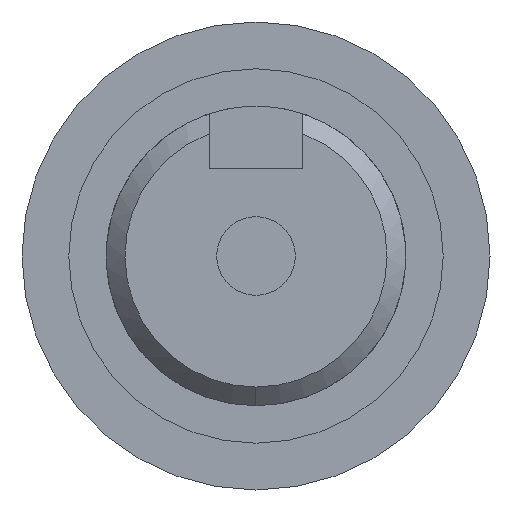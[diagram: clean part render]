
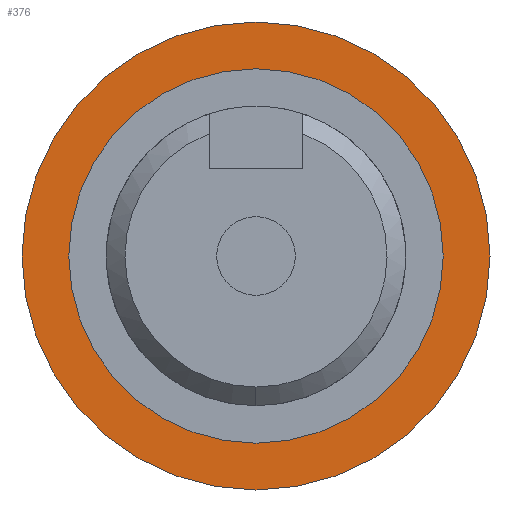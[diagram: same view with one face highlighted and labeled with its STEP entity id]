
A CAD part, left-side view. The second image highlights one B-rep face of the part: STEP entity #376.
In plain terms, the highlighted planar face has unit normal (-1, 0, 0).
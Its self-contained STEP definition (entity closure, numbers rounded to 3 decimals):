
#31 = EDGE_LOOP ( 'NONE', ( #243, #628 ) ) ;
#48 = EDGE_CURVE ( 'NONE', #324, #77, #913, .T. ) ;
#52 = DIRECTION ( 'NONE',  ( 0., 0., 1. ) ) ;
#54 = EDGE_CURVE ( 'NONE', #77, #324, #432, .T. ) ;
#73 = CIRCLE ( 'NONE', #437, 10. ) ;
#77 = VERTEX_POINT ( 'NONE', #572 ) ;
#99 = DIRECTION ( 'NONE',  ( 0., 0., 1. ) ) ;
#104 = FACE_OUTER_BOUND ( 'NONE', #31, .T. ) ;
#161 = DIRECTION ( 'NONE',  ( -1., 0., 0. ) ) ;
#174 = CARTESIAN_POINT ( 'NONE',  ( -360., 10., 0. ) ) ;
#183 = DIRECTION ( 'NONE',  ( -1., 0., 0. ) ) ;
#243 = ORIENTED_EDGE ( 'NONE', *, *, #54, .T. ) ;
#245 = DIRECTION ( 'NONE',  ( 0., 0., 1. ) ) ;
#250 = DIRECTION ( 'NONE',  ( 0., 0., 1. ) ) ;
#263 = CARTESIAN_POINT ( 'NONE',  ( -360., 0., -12.5 ) ) ;
#268 = VERTEX_POINT ( 'NONE', #384 ) ;
#314 = ORIENTED_EDGE ( 'NONE', *, *, #496, .F. ) ;
#318 = CARTESIAN_POINT ( 'NONE',  ( -360., 0., 10. ) ) ;
#324 = VERTEX_POINT ( 'NONE', #263 ) ;
#332 = VERTEX_POINT ( 'NONE', #318 ) ;
#348 = DIRECTION ( 'NONE',  ( -1., 0., 0. ) ) ;
#353 = AXIS2_PLACEMENT_3D ( 'NONE', #411, #348, #99 ) ;
#376 = ADVANCED_FACE ( 'NONE', ( #104, #798 ), #477, .T. ) ;
#384 = CARTESIAN_POINT ( 'NONE',  ( -360., 0., -10. ) ) ;
#411 = CARTESIAN_POINT ( 'NONE',  ( -360., 0., 0. ) ) ;
#412 = EDGE_CURVE ( 'NONE', #332, #268, #783, .T. ) ;
#430 = EDGE_LOOP ( 'NONE', ( #610, #314 ) ) ;
#432 = CIRCLE ( 'NONE', #353, 12.5 ) ;
#434 = DIRECTION ( 'NONE',  ( -1., 0., 0. ) ) ;
#437 = AXIS2_PLACEMENT_3D ( 'NONE', #986, #183, #828 ) ;
#477 = PLANE ( 'NONE',  #751 ) ;
#496 = EDGE_CURVE ( 'NONE', #268, #332, #73, .T. ) ;
#559 = DIRECTION ( 'NONE',  ( -1., 0., 0. ) ) ;
#572 = CARTESIAN_POINT ( 'NONE',  ( -360., 0., 12.5 ) ) ;
#610 = ORIENTED_EDGE ( 'NONE', *, *, #412, .F. ) ;
#628 = ORIENTED_EDGE ( 'NONE', *, *, #48, .T. ) ;
#735 = CARTESIAN_POINT ( 'NONE',  ( -360., 0., 0. ) ) ;
#748 = AXIS2_PLACEMENT_3D ( 'NONE', #735, #559, #250 ) ;
#751 = AXIS2_PLACEMENT_3D ( 'NONE', #174, #161, #245 ) ;
#783 = CIRCLE ( 'NONE', #915, 10. ) ;
#798 = FACE_BOUND ( 'NONE', #430, .T. ) ;
#828 = DIRECTION ( 'NONE',  ( 0., 0., 1. ) ) ;
#913 = CIRCLE ( 'NONE', #748, 12.5 ) ;
#915 = AXIS2_PLACEMENT_3D ( 'NONE', #982, #434, #52 ) ;
#982 = CARTESIAN_POINT ( 'NONE',  ( -360., 0., 0. ) ) ;
#986 = CARTESIAN_POINT ( 'NONE',  ( -360., 0., 0. ) ) ;
